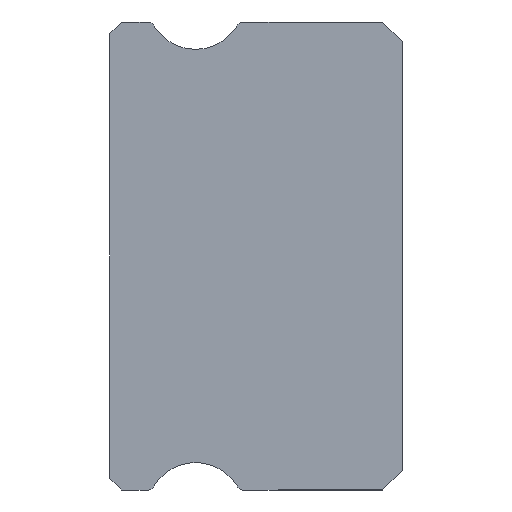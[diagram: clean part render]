
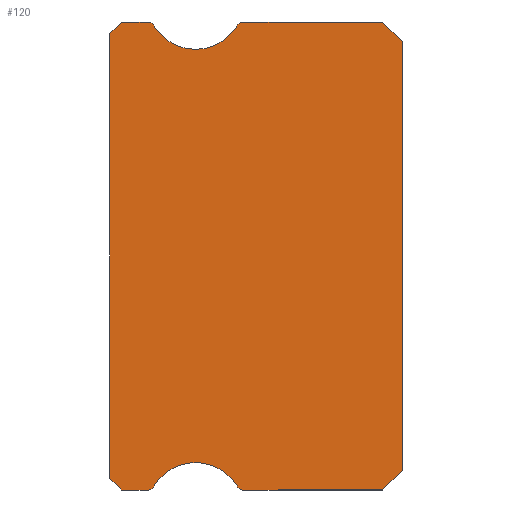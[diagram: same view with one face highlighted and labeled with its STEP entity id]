
A CAD part, left-side view. The second image highlights one B-rep face of the part: STEP entity #120.
In plain terms, the highlighted planar face has unit normal (-1, 0, 0).
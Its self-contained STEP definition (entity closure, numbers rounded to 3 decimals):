
#23 = EDGE_CURVE ( 'NONE', #2070, #665, #3188, .T. ) ;
#47 = CARTESIAN_POINT ( 'NONE',  ( -12.5, 6.383, 5.925 ) ) ;
#57 = CIRCLE ( 'NONE', #1265, 0.15 ) ;
#59 = EDGE_CURVE ( 'NONE', #297, #1771, #2453, .T. ) ;
#64 = EDGE_CURVE ( 'NONE', #653, #4109, #3881, .T. ) ;
#75 = ORIENTED_EDGE ( 'NONE', *, *, #4312, .F. ) ;
#97 = ORIENTED_EDGE ( 'NONE', *, *, #1135, .F. ) ;
#120 = ADVANCED_FACE ( 'NONE', ( #3487 ), #471, .F. ) ;
#171 = EDGE_CURVE ( 'NONE', #3607, #256, #1925, .T. ) ;
#192 = VECTOR ( 'NONE', #1218, 1000. ) ;
#230 = ORIENTED_EDGE ( 'NONE', *, *, #3735, .T. ) ;
#245 = EDGE_CURVE ( 'NONE', #2177, #1771, #1904, .T. ) ;
#249 = DIRECTION ( 'NONE',  ( -1., 0., 0. ) ) ;
#256 = VERTEX_POINT ( 'NONE', #2318 ) ;
#297 = VERTEX_POINT ( 'NONE', #1706 ) ;
#304 = DIRECTION ( 'NONE',  ( 1., 0., 0. ) ) ;
#305 = CARTESIAN_POINT ( 'NONE',  ( -12.5, 5.3, 5.3 ) ) ;
#327 = LINE ( 'NONE', #1683, #3121 ) ;
#343 = CARTESIAN_POINT ( 'NONE',  ( -12.5, 6.512, 5.85 ) ) ;
#362 = CARTESIAN_POINT ( 'NONE',  ( -12.5, 4.217, 5.925 ) ) ;
#371 = DIRECTION ( 'NONE',  ( 0., 1., 0. ) ) ;
#376 = EDGE_CURVE ( 'NONE', #256, #3308, #327, .T. ) ;
#403 = DIRECTION ( 'NONE',  ( 1., 0., 0. ) ) ;
#416 = CARTESIAN_POINT ( 'NONE',  ( -12.5, 7.2, -6. ) ) ;
#471 = PLANE ( 'NONE',  #3262 ) ;
#503 = DIRECTION ( 'NONE',  ( 0., 0., -1. ) ) ;
#549 = DIRECTION ( 'NONE',  ( 0., 0., -1. ) ) ;
#562 = CIRCLE ( 'NONE', #3790, 0.15 ) ;
#576 = VECTOR ( 'NONE', #1235, 1000. ) ;
#607 = DIRECTION ( 'NONE',  ( 0., 0., -1. ) ) ;
#649 = AXIS2_PLACEMENT_3D ( 'NONE', #1321, #1961, #549 ) ;
#653 = VERTEX_POINT ( 'NONE', #47 ) ;
#655 = VERTEX_POINT ( 'NONE', #3758 ) ;
#665 = VERTEX_POINT ( 'NONE', #1756 ) ;
#676 = CARTESIAN_POINT ( 'NONE',  ( -12.5, 7.5, 5.7 ) ) ;
#725 = VECTOR ( 'NONE', #1949, 1000. ) ;
#776 = AXIS2_PLACEMENT_3D ( 'NONE', #4325, #249, #2304 ) ;
#796 = ORIENTED_EDGE ( 'NONE', *, *, #3863, .F. ) ;
#839 = ORIENTED_EDGE ( 'NONE', *, *, #59, .F. ) ;
#883 = CARTESIAN_POINT ( 'NONE',  ( -12.5, 0., 5.5 ) ) ;
#951 = DIRECTION ( 'NONE',  ( 0., 0., 1. ) ) ;
#992 = VECTOR ( 'NONE', #951, 1000. ) ;
#1089 = DIRECTION ( 'NONE',  ( 0., 0., 1. ) ) ;
#1099 = CARTESIAN_POINT ( 'NONE',  ( -12.5, 6.512, -6. ) ) ;
#1135 = EDGE_CURVE ( 'NONE', #2734, #2070, #57, .T. ) ;
#1161 = CARTESIAN_POINT ( 'NONE',  ( -12.5, 0., -5.5 ) ) ;
#1162 = VERTEX_POINT ( 'NONE', #362 ) ;
#1218 = DIRECTION ( 'NONE',  ( 0., 1., 0. ) ) ;
#1235 = DIRECTION ( 'NONE',  ( 0., 0.707, -0.707 ) ) ;
#1252 = CARTESIAN_POINT ( 'NONE',  ( -12.5, 4.088, 6. ) ) ;
#1265 = AXIS2_PLACEMENT_3D ( 'NONE', #4343, #2720, #2322 ) ;
#1278 = AXIS2_PLACEMENT_3D ( 'NONE', #2536, #1860, #3858 ) ;
#1317 = DIRECTION ( 'NONE',  ( 0., 0.707, -0.707 ) ) ;
#1321 = CARTESIAN_POINT ( 'NONE',  ( -12.5, 6.512, -5.85 ) ) ;
#1435 = CARTESIAN_POINT ( 'NONE',  ( -12.5, 7.5, 5.85 ) ) ;
#1461 = DIRECTION ( 'NONE',  ( 0., 0., -1. ) ) ;
#1533 = VECTOR ( 'NONE', #1317, 1000. ) ;
#1569 = CARTESIAN_POINT ( 'NONE',  ( -12.5, 0., 5.5 ) ) ;
#1582 = VERTEX_POINT ( 'NONE', #1099 ) ;
#1655 = ORIENTED_EDGE ( 'NONE', *, *, #376, .F. ) ;
#1664 = CARTESIAN_POINT ( 'NONE',  ( -12.5, 7.2, 6. ) ) ;
#1683 = CARTESIAN_POINT ( 'NONE',  ( -12.5, 0.5, 6. ) ) ;
#1698 = CARTESIAN_POINT ( 'NONE',  ( -12.5, 6.512, 6. ) ) ;
#1706 = CARTESIAN_POINT ( 'NONE',  ( -12.5, 7.5, -5.7 ) ) ;
#1710 = LINE ( 'NONE', #3351, #1533 ) ;
#1756 = CARTESIAN_POINT ( 'NONE',  ( -12.5, 6.383, -5.925 ) ) ;
#1771 = VERTEX_POINT ( 'NONE', #676 ) ;
#1851 = ORIENTED_EDGE ( 'NONE', *, *, #2754, .F. ) ;
#1857 = CARTESIAN_POINT ( 'NONE',  ( -12.5, 6.512, -6. ) ) ;
#1860 = DIRECTION ( 'NONE',  ( -1., 0., 0. ) ) ;
#1874 = LINE ( 'NONE', #1901, #192 ) ;
#1877 = CARTESIAN_POINT ( 'NONE',  ( -12.5, 6.512, 6. ) ) ;
#1901 = CARTESIAN_POINT ( 'NONE',  ( -12.5, 7.2, 6. ) ) ;
#1904 = LINE ( 'NONE', #4290, #576 ) ;
#1925 = LINE ( 'NONE', #1877, #725 ) ;
#1931 = LINE ( 'NONE', #883, #992 ) ;
#1933 = ORIENTED_EDGE ( 'NONE', *, *, #23, .F. ) ;
#1949 = DIRECTION ( 'NONE',  ( 0., -1., 0. ) ) ;
#1961 = DIRECTION ( 'NONE',  ( 1., 0., 0. ) ) ;
#1977 = CIRCLE ( 'NONE', #4301, 0.15 ) ;
#1995 = EDGE_CURVE ( 'NONE', #3437, #2177, #1874, .T. ) ;
#2070 = VERTEX_POINT ( 'NONE', #2602 ) ;
#2098 = EDGE_CURVE ( 'NONE', #2670, #1582, #3537, .T. ) ;
#2108 = ORIENTED_EDGE ( 'NONE', *, *, #3411, .F. ) ;
#2177 = VERTEX_POINT ( 'NONE', #1664 ) ;
#2209 = VECTOR ( 'NONE', #1089, 1000. ) ;
#2278 = VERTEX_POINT ( 'NONE', #1161 ) ;
#2282 = ORIENTED_EDGE ( 'NONE', *, *, #64, .F. ) ;
#2304 = DIRECTION ( 'NONE',  ( 0., 0., -1. ) ) ;
#2318 = CARTESIAN_POINT ( 'NONE',  ( -12.5, 0.5, 6. ) ) ;
#2322 = DIRECTION ( 'NONE',  ( 0., 0., -1. ) ) ;
#2378 = CARTESIAN_POINT ( 'NONE',  ( -12.5, 6.512, -6. ) ) ;
#2382 = DIRECTION ( 'NONE',  ( 0., -0.707, -0.707 ) ) ;
#2390 = ORIENTED_EDGE ( 'NONE', *, *, #3989, .F. ) ;
#2453 = LINE ( 'NONE', #1435, #2209 ) ;
#2472 = CARTESIAN_POINT ( 'NONE',  ( -12.5, 5.3, 6.55 ) ) ;
#2517 = ORIENTED_EDGE ( 'NONE', *, *, #1995, .T. ) ;
#2536 = CARTESIAN_POINT ( 'NONE',  ( -12.5, 5.3, -6.55 ) ) ;
#2541 = EDGE_LOOP ( 'NONE', ( #3225, #839, #230, #3207, #2390, #1933, #97, #796, #2925, #3627, #1655, #3341, #1851, #75, #2282, #2108, #2517 ) ) ;
#2585 = EDGE_CURVE ( 'NONE', #2278, #655, #1710, .T. ) ;
#2602 = CARTESIAN_POINT ( 'NONE',  ( -12.5, 4.217, -5.925 ) ) ;
#2621 = CIRCLE ( 'NONE', #776, 1.25 ) ;
#2670 = VERTEX_POINT ( 'NONE', #2706 ) ;
#2696 = VECTOR ( 'NONE', #3033, 1000. ) ;
#2706 = CARTESIAN_POINT ( 'NONE',  ( -12.5, 7.2, -6. ) ) ;
#2720 = DIRECTION ( 'NONE',  ( 1., 0., 0. ) ) ;
#2734 = VERTEX_POINT ( 'NONE', #4113 ) ;
#2754 = EDGE_CURVE ( 'NONE', #1162, #3607, #1977, .T. ) ;
#2775 = DIRECTION ( 'NONE',  ( 0., 0., -1. ) ) ;
#2917 = AXIS2_PLACEMENT_3D ( 'NONE', #2472, #3542, #503 ) ;
#2925 = ORIENTED_EDGE ( 'NONE', *, *, #2585, .F. ) ;
#3033 = DIRECTION ( 'NONE',  ( 0., -0.707, -0.707 ) ) ;
#3121 = VECTOR ( 'NONE', #2382, 1000. ) ;
#3188 = CIRCLE ( 'NONE', #1278, 1.25 ) ;
#3207 = ORIENTED_EDGE ( 'NONE', *, *, #2098, .T. ) ;
#3211 = DIRECTION ( 'NONE',  ( 0., -1., 0. ) ) ;
#3225 = ORIENTED_EDGE ( 'NONE', *, *, #245, .T. ) ;
#3262 = AXIS2_PLACEMENT_3D ( 'NONE', #4180, #3599, #607 ) ;
#3308 = VERTEX_POINT ( 'NONE', #1569 ) ;
#3341 = ORIENTED_EDGE ( 'NONE', *, *, #171, .F. ) ;
#3351 = CARTESIAN_POINT ( 'NONE',  ( -12.5, 0., -5.5 ) ) ;
#3375 = LINE ( 'NONE', #416, #2696 ) ;
#3411 = EDGE_CURVE ( 'NONE', #3437, #653, #562, .T. ) ;
#3437 = VERTEX_POINT ( 'NONE', #1698 ) ;
#3487 = FACE_OUTER_BOUND ( 'NONE', #2541, .T. ) ;
#3537 = LINE ( 'NONE', #1857, #4145 ) ;
#3542 = DIRECTION ( 'NONE',  ( -1., 0., 0. ) ) ;
#3599 = DIRECTION ( 'NONE',  ( 1., 0., 0. ) ) ;
#3607 = VERTEX_POINT ( 'NONE', #1252 ) ;
#3627 = ORIENTED_EDGE ( 'NONE', *, *, #4329, .T. ) ;
#3667 = CIRCLE ( 'NONE', #649, 0.15 ) ;
#3735 = EDGE_CURVE ( 'NONE', #297, #2670, #3375, .T. ) ;
#3758 = CARTESIAN_POINT ( 'NONE',  ( -12.5, 0.5, -6. ) ) ;
#3771 = CARTESIAN_POINT ( 'NONE',  ( -12.5, 4.088, 5.85 ) ) ;
#3783 = LINE ( 'NONE', #2378, #4160 ) ;
#3790 = AXIS2_PLACEMENT_3D ( 'NONE', #343, #304, #2775 ) ;
#3858 = DIRECTION ( 'NONE',  ( 0., 0., -1. ) ) ;
#3863 = EDGE_CURVE ( 'NONE', #655, #2734, #3783, .T. ) ;
#3881 = CIRCLE ( 'NONE', #2917, 1.25 ) ;
#3989 = EDGE_CURVE ( 'NONE', #665, #1582, #3667, .T. ) ;
#4109 = VERTEX_POINT ( 'NONE', #305 ) ;
#4113 = CARTESIAN_POINT ( 'NONE',  ( -12.5, 4.088, -6. ) ) ;
#4145 = VECTOR ( 'NONE', #3211, 1000. ) ;
#4160 = VECTOR ( 'NONE', #371, 1000. ) ;
#4180 = CARTESIAN_POINT ( 'NONE',  ( -12.5, 6.512, 5.85 ) ) ;
#4290 = CARTESIAN_POINT ( 'NONE',  ( -12.5, 7.5, 5.7 ) ) ;
#4301 = AXIS2_PLACEMENT_3D ( 'NONE', #3771, #403, #1461 ) ;
#4312 = EDGE_CURVE ( 'NONE', #4109, #1162, #2621, .T. ) ;
#4325 = CARTESIAN_POINT ( 'NONE',  ( -12.5, 5.3, 6.55 ) ) ;
#4329 = EDGE_CURVE ( 'NONE', #2278, #3308, #1931, .T. ) ;
#4343 = CARTESIAN_POINT ( 'NONE',  ( -12.5, 4.088, -5.85 ) ) ;
